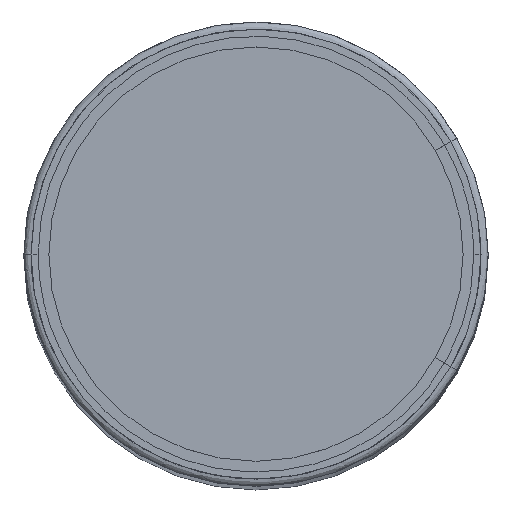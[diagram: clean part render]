
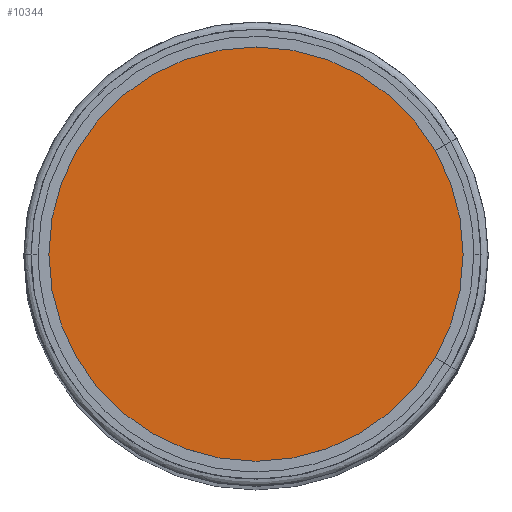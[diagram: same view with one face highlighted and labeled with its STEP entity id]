
A CAD part, top view. The second image highlights one B-rep face of the part: STEP entity #10344.
In plain terms, the highlighted planar face has unit normal (0, 0, 1).
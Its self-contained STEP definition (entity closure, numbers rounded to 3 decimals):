
#7332 = ( BOUNDED_SURFACE() B_SPLINE_SURFACE(3,3,(
    (#7333,#7334,#7335,#7336)
    ,(#7337,#7338,#7339,#7340)
    ,(#7341,#7342,#7343,#7344)
    ,(#7345,#7346,#7347,#7348
)),.UNSPECIFIED.,.F.,.F.,.F.) B_SPLINE_SURFACE_WITH_KNOTS((4,4),(4,4),(
    0.,1.),(0.,1.),.PIECEWISE_BEZIER_KNOTS.) 
GEOMETRIC_REPRESENTATION_ITEM() RATIONAL_B_SPLINE_SURFACE((
    (1.,0.333,0.333,1.)
    ,(0.805,0.268,0.268,0.805)
    ,(0.805,0.268,0.268,0.805)
,(1.,0.333,0.333,1.
))) REPRESENTATION_ITEM('') SURFACE() );
#7333 = CARTESIAN_POINT('',(3.15,0.,30.1));
#7334 = CARTESIAN_POINT('',(3.15,-6.3,30.1));
#7335 = CARTESIAN_POINT('',(-3.15,-6.3,30.1));
#7336 = CARTESIAN_POINT('',(-3.15,0.,30.1));
#7337 = CARTESIAN_POINT('',(3.15,0.,30.159));
#7338 = CARTESIAN_POINT('',(3.15,-6.3,30.159));
#7339 = CARTESIAN_POINT('',(-3.15,-6.3,30.159));
#7340 = CARTESIAN_POINT('',(-3.15,0.,30.159));
#7341 = CARTESIAN_POINT('',(3.109,0.,30.2));
#7342 = CARTESIAN_POINT('',(3.109,-6.217,30.2));
#7343 = CARTESIAN_POINT('',(-3.109,-6.217,30.2));
#7344 = CARTESIAN_POINT('',(-3.109,0.,30.2));
#7345 = CARTESIAN_POINT('',(3.05,0.,30.2));
#7346 = CARTESIAN_POINT('',(3.05,-6.1,30.2));
#7347 = CARTESIAN_POINT('',(-3.05,-6.1,30.2));
#7348 = CARTESIAN_POINT('',(-3.05,0.,30.2));
#7413 = VERTEX_POINT('',#7414);
#7414 = CARTESIAN_POINT('',(3.05,0.,30.2));
#7451 = ( BOUNDED_SURFACE() B_SPLINE_SURFACE(3,3,(
    (#7452,#7453,#7454,#7455)
    ,(#7456,#7457,#7458,#7459)
    ,(#7460,#7461,#7462,#7463)
    ,(#7464,#7465,#7466,#7467
)),.UNSPECIFIED.,.F.,.F.,.F.) B_SPLINE_SURFACE_WITH_KNOTS((4,4),(4,4),(
    0.,1.),(0.,1.),.PIECEWISE_BEZIER_KNOTS.) 
GEOMETRIC_REPRESENTATION_ITEM() RATIONAL_B_SPLINE_SURFACE((
    (1.,0.333,0.333,1.)
    ,(0.805,0.268,0.268,0.805)
    ,(0.805,0.268,0.268,0.805)
,(1.,0.333,0.333,1.
))) REPRESENTATION_ITEM('') SURFACE() );
#7452 = CARTESIAN_POINT('',(-3.15,0.,30.1));
#7453 = CARTESIAN_POINT('',(-3.15,6.3,30.1));
#7454 = CARTESIAN_POINT('',(3.15,6.3,30.1));
#7455 = CARTESIAN_POINT('',(3.15,0.,30.1));
#7456 = CARTESIAN_POINT('',(-3.15,0.,30.159));
#7457 = CARTESIAN_POINT('',(-3.15,6.3,30.159));
#7458 = CARTESIAN_POINT('',(3.15,6.3,30.159));
#7459 = CARTESIAN_POINT('',(3.15,0.,30.159));
#7460 = CARTESIAN_POINT('',(-3.109,0.,30.2));
#7461 = CARTESIAN_POINT('',(-3.109,6.217,30.2));
#7462 = CARTESIAN_POINT('',(3.109,6.217,30.2));
#7463 = CARTESIAN_POINT('',(3.109,0.,30.2));
#7464 = CARTESIAN_POINT('',(-3.05,0.,30.2));
#7465 = CARTESIAN_POINT('',(-3.05,6.1,30.2));
#7466 = CARTESIAN_POINT('',(3.05,6.1,30.2));
#7467 = CARTESIAN_POINT('',(3.05,0.,30.2));
#7497 = EDGE_CURVE('',#7413,#7498,#7500,.T.);
#7498 = VERTEX_POINT('',#7499);
#7499 = CARTESIAN_POINT('',(-3.05,0.,30.2));
#7500 = SURFACE_CURVE('',#7501,(#7506,#7535),.PCURVE_S1.);
#7501 = ( BOUNDED_CURVE() B_SPLINE_CURVE(3,(#7502,#7503,#7504,#7505),
.UNSPECIFIED.,.F.,.F.) B_SPLINE_CURVE_WITH_KNOTS((4,4),(0.,0.5),
.PIECEWISE_BEZIER_KNOTS.) CURVE() GEOMETRIC_REPRESENTATION_ITEM() 
RATIONAL_B_SPLINE_CURVE((1.,0.333,0.333,1.)) 
REPRESENTATION_ITEM('') );
#7502 = CARTESIAN_POINT('',(3.05,0.,30.2));
#7503 = CARTESIAN_POINT('',(3.05,-6.1,30.2));
#7504 = CARTESIAN_POINT('',(-3.05,-6.1,30.2));
#7505 = CARTESIAN_POINT('',(-3.05,0.,30.2));
#7506 = PCURVE('',#7332,#7507);
#7507 = DEFINITIONAL_REPRESENTATION('',(#7508),#7534);
#7508 = B_SPLINE_CURVE_WITH_KNOTS('',3,(#7509,#7510,#7511,#7512,#7513,
    #7514,#7515,#7516,#7517,#7518,#7519,#7520,#7521,#7522,#7523,#7524,
    #7525,#7526,#7527,#7528,#7529,#7530,#7531,#7532,#7533),
  .UNSPECIFIED.,.F.,.F.,(4,1,1,1,1,1,1,1,1,1,1,1,1,1,1,1,1,1,1,1,1,1,4),
  (0.,0.023,0.045,0.068,
    0.091,0.114,0.136,0.159,
    0.182,0.205,0.227,0.25,0.273,
    0.295,0.318,0.341,0.364,
    0.386,0.409,0.432,0.455,
    0.477,0.5),.UNSPECIFIED.);
#7509 = CARTESIAN_POINT('',(1.,0.));
#7510 = CARTESIAN_POINT('',(1.,0.015));
#7511 = CARTESIAN_POINT('',(1.,0.045));
#7512 = CARTESIAN_POINT('',(1.,0.091));
#7513 = CARTESIAN_POINT('',(1.,0.136));
#7514 = CARTESIAN_POINT('',(1.,0.182));
#7515 = CARTESIAN_POINT('',(1.,0.227));
#7516 = CARTESIAN_POINT('',(1.,0.273));
#7517 = CARTESIAN_POINT('',(1.,0.318));
#7518 = CARTESIAN_POINT('',(1.,0.364));
#7519 = CARTESIAN_POINT('',(1.,0.409));
#7520 = CARTESIAN_POINT('',(1.,0.455));
#7521 = CARTESIAN_POINT('',(1.,0.5));
#7522 = CARTESIAN_POINT('',(1.,0.545));
#7523 = CARTESIAN_POINT('',(1.,0.591));
#7524 = CARTESIAN_POINT('',(1.,0.636));
#7525 = CARTESIAN_POINT('',(1.,0.682));
#7526 = CARTESIAN_POINT('',(1.,0.727));
#7527 = CARTESIAN_POINT('',(1.,0.773));
#7528 = CARTESIAN_POINT('',(1.,0.818));
#7529 = CARTESIAN_POINT('',(1.,0.864));
#7530 = CARTESIAN_POINT('',(1.,0.909));
#7531 = CARTESIAN_POINT('',(1.,0.955));
#7532 = CARTESIAN_POINT('',(1.,0.985));
#7533 = CARTESIAN_POINT('',(1.,1.));
#7534 = ( GEOMETRIC_REPRESENTATION_CONTEXT(2) 
PARAMETRIC_REPRESENTATION_CONTEXT() REPRESENTATION_CONTEXT('2D SPACE',''
  ) );
#7535 = PCURVE('',#7536,#7541);
#7536 = PLANE('',#7537);
#7537 = AXIS2_PLACEMENT_3D('',#7538,#7539,#7540);
#7538 = CARTESIAN_POINT('',(0.,0.,30.2));
#7539 = DIRECTION('',(0.,0.,1.));
#7540 = DIRECTION('',(1.,0.,-0.));
#7541 = DEFINITIONAL_REPRESENTATION('',(#7542),#7547);
#7542 = ( BOUNDED_CURVE() B_SPLINE_CURVE(3,(#7543,#7544,#7545,#7546),
.UNSPECIFIED.,.F.,.F.) B_SPLINE_CURVE_WITH_KNOTS((4,4),(0.,0.5),
.PIECEWISE_BEZIER_KNOTS.) CURVE() GEOMETRIC_REPRESENTATION_ITEM() 
RATIONAL_B_SPLINE_CURVE((1.,0.333,0.333,1.)) 
REPRESENTATION_ITEM('') );
#7543 = CARTESIAN_POINT('',(3.05,0.));
#7544 = CARTESIAN_POINT('',(3.05,-6.1));
#7545 = CARTESIAN_POINT('',(-3.05,-6.1));
#7546 = CARTESIAN_POINT('',(-3.05,0.));
#7547 = ( GEOMETRIC_REPRESENTATION_CONTEXT(2) 
PARAMETRIC_REPRESENTATION_CONTEXT() REPRESENTATION_CONTEXT('2D SPACE',''
  ) );
#10293 = EDGE_CURVE('',#7498,#7413,#10294,.T.);
#10294 = SURFACE_CURVE('',#10295,(#10300,#10329),.PCURVE_S1.);
#10295 = ( BOUNDED_CURVE() B_SPLINE_CURVE(3,(#10296,#10297,#10298,#10299
),.UNSPECIFIED.,.F.,.F.) B_SPLINE_CURVE_WITH_KNOTS((4,4),(0.5,1.),
.PIECEWISE_BEZIER_KNOTS.) CURVE() GEOMETRIC_REPRESENTATION_ITEM() 
RATIONAL_B_SPLINE_CURVE((1.,0.333,0.333,1.)) 
REPRESENTATION_ITEM('') );
#10296 = CARTESIAN_POINT('',(-3.05,0.,30.2));
#10297 = CARTESIAN_POINT('',(-3.05,6.1,30.2));
#10298 = CARTESIAN_POINT('',(3.05,6.1,30.2));
#10299 = CARTESIAN_POINT('',(3.05,0.,30.2));
#10300 = PCURVE('',#7451,#10301);
#10301 = DEFINITIONAL_REPRESENTATION('',(#10302),#10328);
#10302 = B_SPLINE_CURVE_WITH_KNOTS('',3,(#10303,#10304,#10305,#10306,
    #10307,#10308,#10309,#10310,#10311,#10312,#10313,#10314,#10315,
    #10316,#10317,#10318,#10319,#10320,#10321,#10322,#10323,#10324,
    #10325,#10326,#10327),.UNSPECIFIED.,.F.,.F.,(4,1,1,1,1,1,1,1,1,1,1,1
    ,1,1,1,1,1,1,1,1,1,1,4),(0.5,0.523,0.545,
    0.568,0.591,0.614,0.636,
    0.659,0.682,0.705,0.727,0.75,
    0.773,0.795,0.818,0.841,
    0.864,0.886,0.909,0.932,
    0.955,0.977,1.),.UNSPECIFIED.);
#10303 = CARTESIAN_POINT('',(1.,0.));
#10304 = CARTESIAN_POINT('',(1.,0.015));
#10305 = CARTESIAN_POINT('',(1.,0.045));
#10306 = CARTESIAN_POINT('',(1.,0.091));
#10307 = CARTESIAN_POINT('',(1.,0.136));
#10308 = CARTESIAN_POINT('',(1.,0.182));
#10309 = CARTESIAN_POINT('',(1.,0.227));
#10310 = CARTESIAN_POINT('',(1.,0.273));
#10311 = CARTESIAN_POINT('',(1.,0.318));
#10312 = CARTESIAN_POINT('',(1.,0.364));
#10313 = CARTESIAN_POINT('',(1.,0.409));
#10314 = CARTESIAN_POINT('',(1.,0.455));
#10315 = CARTESIAN_POINT('',(1.,0.5));
#10316 = CARTESIAN_POINT('',(1.,0.545));
#10317 = CARTESIAN_POINT('',(1.,0.591));
#10318 = CARTESIAN_POINT('',(1.,0.636));
#10319 = CARTESIAN_POINT('',(1.,0.682));
#10320 = CARTESIAN_POINT('',(1.,0.727));
#10321 = CARTESIAN_POINT('',(1.,0.773));
#10322 = CARTESIAN_POINT('',(1.,0.818));
#10323 = CARTESIAN_POINT('',(1.,0.864));
#10324 = CARTESIAN_POINT('',(1.,0.909));
#10325 = CARTESIAN_POINT('',(1.,0.955));
#10326 = CARTESIAN_POINT('',(1.,0.985));
#10327 = CARTESIAN_POINT('',(1.,1.));
#10328 = ( GEOMETRIC_REPRESENTATION_CONTEXT(2) 
PARAMETRIC_REPRESENTATION_CONTEXT() REPRESENTATION_CONTEXT('2D SPACE',''
  ) );
#10329 = PCURVE('',#7536,#10330);
#10330 = DEFINITIONAL_REPRESENTATION('',(#10331),#10336);
#10331 = ( BOUNDED_CURVE() B_SPLINE_CURVE(3,(#10332,#10333,#10334,#10335
),.UNSPECIFIED.,.F.,.F.) B_SPLINE_CURVE_WITH_KNOTS((4,4),(0.5,1.),
.PIECEWISE_BEZIER_KNOTS.) CURVE() GEOMETRIC_REPRESENTATION_ITEM() 
RATIONAL_B_SPLINE_CURVE((1.,0.333,0.333,1.)) 
REPRESENTATION_ITEM('') );
#10332 = CARTESIAN_POINT('',(-3.05,0.));
#10333 = CARTESIAN_POINT('',(-3.05,6.1));
#10334 = CARTESIAN_POINT('',(3.05,6.1));
#10335 = CARTESIAN_POINT('',(3.05,0.));
#10336 = ( GEOMETRIC_REPRESENTATION_CONTEXT(2) 
PARAMETRIC_REPRESENTATION_CONTEXT() REPRESENTATION_CONTEXT('2D SPACE',''
  ) );
#10344 = ADVANCED_FACE('',(#10345),#7536,.T.);
#10345 = FACE_BOUND('',#10346,.T.);
#10346 = EDGE_LOOP('',(#10347,#10348));
#10347 = ORIENTED_EDGE('',*,*,#10293,.F.);
#10348 = ORIENTED_EDGE('',*,*,#7497,.F.);
